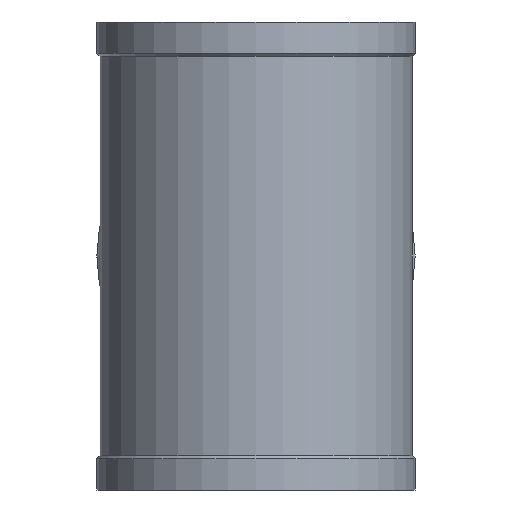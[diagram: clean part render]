
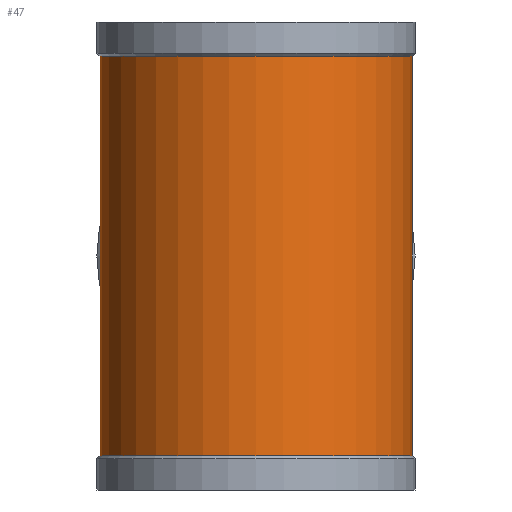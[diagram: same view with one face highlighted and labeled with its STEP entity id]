
A CAD part, left-side view. The second image highlights one B-rep face of the part: STEP entity #47.
In plain terms, the highlighted cylindrical face has radius 300 mm (diameter 600 mm), a full revolution.
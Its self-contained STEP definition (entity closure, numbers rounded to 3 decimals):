
#47 = ADVANCED_FACE( '', ( #106, #107, #108 ), #109, .T. );
#106 = FACE_OUTER_BOUND( '', #191, .T. );
#107 = FACE_BOUND( '', #192, .T. );
#108 = FACE_OUTER_BOUND( '', #193, .T. );
#109 = CYLINDRICAL_SURFACE( '', #194, 300. );
#191 = EDGE_LOOP( '', ( #274 ) );
#192 = EDGE_LOOP( '', ( #275, #276 ) );
#193 = EDGE_LOOP( '', ( #277 ) );
#194 = AXIS2_PLACEMENT_3D( '', #278, #279, #280 );
#274 = ORIENTED_EDGE( '', *, *, #386, .T. );
#275 = ORIENTED_EDGE( '', *, *, #388, .F. );
#276 = ORIENTED_EDGE( '', *, *, #389, .F. );
#277 = ORIENTED_EDGE( '', *, *, #390, .F. );
#278 = CARTESIAN_POINT( '', ( 0., 0., -450. ) );
#279 = DIRECTION( '', ( 0., 0., 1. ) );
#280 = DIRECTION( '', ( -1., 0., 0. ) );
#386 = EDGE_CURVE( '', #430, #430, #431, .T. );
#388 = EDGE_CURVE( '', #433, #434, #435, .T. );
#389 = EDGE_CURVE( '', #434, #433, #436, .F. );
#390 = EDGE_CURVE( '', #437, #437, #438, .T. );
#430 = VERTEX_POINT( '', #493 );
#431 = CIRCLE( '', #494, 300. );
#433 = VERTEX_POINT( '', #496 );
#434 = VERTEX_POINT( '', #497 );
#435 = ELLIPSE( '', #498, 424.264, 300. );
#436 = ELLIPSE( '', #499, 424.264, 300. );
#437 = VERTEX_POINT( '', #500 );
#438 = CIRCLE( '', #501, 300. );
#493 = CARTESIAN_POINT( '', ( -300., 0., 384. ) );
#494 = AXIS2_PLACEMENT_3D( '', #557, #558, #559 );
#496 = CARTESIAN_POINT( '', ( 0., 300., 0. ) );
#497 = CARTESIAN_POINT( '', ( 0., -300., 0. ) );
#498 = AXIS2_PLACEMENT_3D( '', #560, #561, #562 );
#499 = AXIS2_PLACEMENT_3D( '', #563, #564, #565 );
#500 = CARTESIAN_POINT( '', ( -300., 0., -384. ) );
#501 = AXIS2_PLACEMENT_3D( '', #566, #567, #568 );
#557 = CARTESIAN_POINT( '', ( 0., 0., 384. ) );
#558 = DIRECTION( '', ( 0., 0., -1. ) );
#559 = DIRECTION( '', ( -1., 0., 0. ) );
#560 = CARTESIAN_POINT( '', ( 0., 0., 0. ) );
#561 = DIRECTION( '', ( 0.707, 0., -0.707 ) );
#562 = DIRECTION( '', ( -0.707, 0., -0.707 ) );
#563 = CARTESIAN_POINT( '', ( 0., 0., 0. ) );
#564 = DIRECTION( '', ( -0.707, 0., -0.707 ) );
#565 = DIRECTION( '', ( 0.707, 0., -0.707 ) );
#566 = CARTESIAN_POINT( '', ( 0., 0., -384. ) );
#567 = DIRECTION( '', ( 0., 0., -1. ) );
#568 = DIRECTION( '', ( -1., 0., 0. ) );
